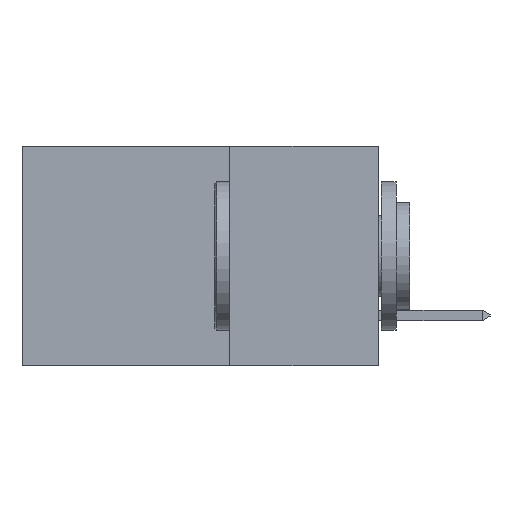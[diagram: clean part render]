
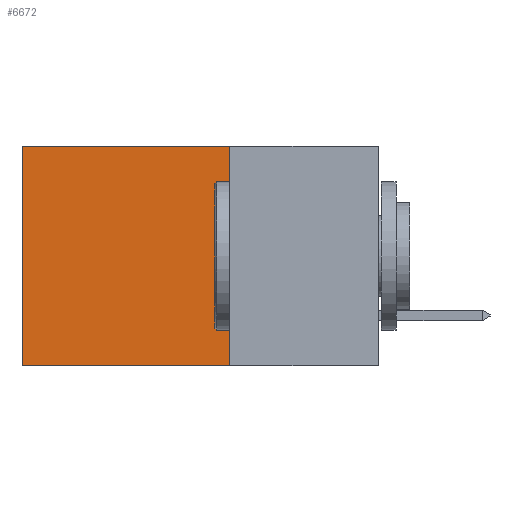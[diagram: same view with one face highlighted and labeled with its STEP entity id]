
A CAD part, left-side view. The second image highlights one B-rep face of the part: STEP entity #6672.
In plain terms, the highlighted planar face has unit normal (-1, 0, 0).
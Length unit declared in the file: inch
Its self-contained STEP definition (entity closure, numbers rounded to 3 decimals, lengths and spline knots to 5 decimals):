
#918 = VECTOR ( 'NONE', #1549, 39.37008 ) ;
#1403 = CARTESIAN_POINT ( 'NONE',  ( 0.2615, 0.6, -0.37 ) ) ;
#1549 = DIRECTION ( 'NONE',  ( 0., 0., -1. ) ) ;
#1655 = EDGE_LOOP ( 'NONE', ( #4901, #4922, #5361, #5691 ) ) ;
#1787 = CARTESIAN_POINT ( 'NONE',  ( 0.2615, 0.25, -0.37 ) ) ;
#1953 = VECTOR ( 'NONE', #1997, 39.37008 ) ;
#1997 = DIRECTION ( 'NONE',  ( 0., 1., 0. ) ) ;
#2046 = VERTEX_POINT ( 'NONE', #7661 ) ;
#2227 = AXIS2_PLACEMENT_3D ( 'NONE', #6336, #9300, #4899 ) ;
#2398 = DIRECTION ( 'NONE',  ( 0., 0., -1. ) ) ;
#2433 = VECTOR ( 'NONE', #7059, 39.37008 ) ;
#2909 = LINE ( 'NONE', #8962, #918 ) ;
#3909 = CARTESIAN_POINT ( 'NONE',  ( 0.2615, 0.25, -0.37 ) ) ;
#3920 = LINE ( 'NONE', #3909, #7610 ) ;
#3939 = LINE ( 'NONE', #6418, #1953 ) ;
#4296 = EDGE_CURVE ( 'NONE', #2046, #6765, #4437, .T. ) ;
#4437 = LINE ( 'NONE', #1787, #2433 ) ;
#4899 = DIRECTION ( 'NONE',  ( 0., 0., -1. ) ) ;
#4901 = ORIENTED_EDGE ( 'NONE', *, *, #6925, .T. ) ;
#4922 = ORIENTED_EDGE ( 'NONE', *, *, #4296, .F. ) ;
#4978 = CARTESIAN_POINT ( 'NONE',  ( 0.2615, 0.6, 0. ) ) ;
#4990 = VERTEX_POINT ( 'NONE', #9368 ) ;
#5361 = ORIENTED_EDGE ( 'NONE', *, *, #8978, .F. ) ;
#5598 = PLANE ( 'NONE',  #2227 ) ;
#5691 = ORIENTED_EDGE ( 'NONE', *, *, #7978, .T. ) ;
#6336 = CARTESIAN_POINT ( 'NONE',  ( 0.2615, 0.25, -0.37 ) ) ;
#6418 = CARTESIAN_POINT ( 'NONE',  ( 0.2615, 0.25, 0. ) ) ;
#6672 = ADVANCED_FACE ( 'NONE', ( #7056 ), #5598, .F. ) ;
#6765 = VERTEX_POINT ( 'NONE', #1403 ) ;
#6925 = EDGE_CURVE ( 'NONE', #7970, #6765, #2909, .T. ) ;
#7056 = FACE_OUTER_BOUND ( 'NONE', #1655, .T. ) ;
#7059 = DIRECTION ( 'NONE',  ( 0., 1., 0. ) ) ;
#7610 = VECTOR ( 'NONE', #2398, 39.37008 ) ;
#7661 = CARTESIAN_POINT ( 'NONE',  ( 0.2615, 0.25, -0.37 ) ) ;
#7970 = VERTEX_POINT ( 'NONE', #4978 ) ;
#7978 = EDGE_CURVE ( 'NONE', #4990, #7970, #3939, .T. ) ;
#8962 = CARTESIAN_POINT ( 'NONE',  ( 0.2615, 0.6, -0.37 ) ) ;
#8978 = EDGE_CURVE ( 'NONE', #4990, #2046, #3920, .T. ) ;
#9300 = DIRECTION ( 'NONE',  ( 1., 0., 0. ) ) ;
#9368 = CARTESIAN_POINT ( 'NONE',  ( 0.2615, 0.25, 0. ) ) ;
